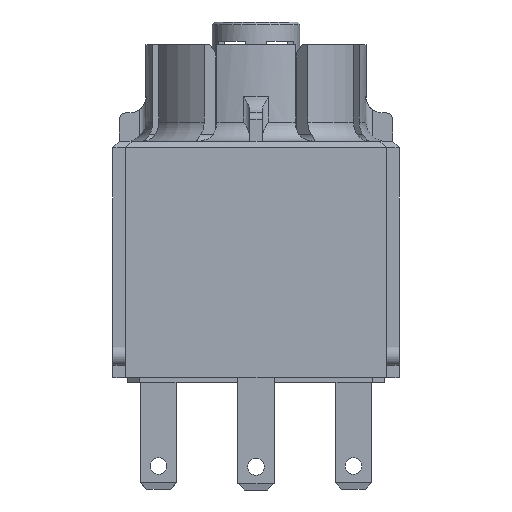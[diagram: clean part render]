
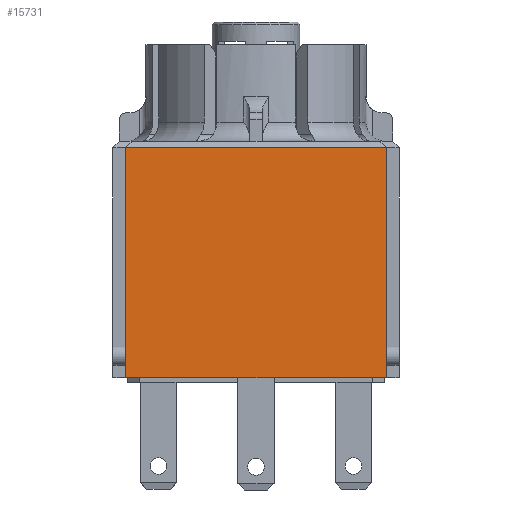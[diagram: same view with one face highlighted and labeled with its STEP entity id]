
A CAD part, front view. The second image highlights one B-rep face of the part: STEP entity #15731.
In plain terms, the highlighted planar face has unit normal (0, -1, 0).
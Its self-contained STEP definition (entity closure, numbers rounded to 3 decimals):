
#1585=FACE_OUTER_BOUND('',#2447,.T.);
#2447=EDGE_LOOP('',(#12510,#12511,#12512,#12513,#12514,#12515));
#3746=LINE('',#23322,#5368);
#3783=LINE('',#23404,#5405);
#3784=LINE('',#23409,#5406);
#3790=LINE('',#23451,#5412);
#3791=LINE('',#23452,#5413);
#3834=LINE('',#23555,#5456);
#5368=VECTOR('',#18928,10.);
#5405=VECTOR('',#19005,10.);
#5406=VECTOR('',#19010,10.);
#5412=VECTOR('',#19072,10.);
#5413=VECTOR('',#19073,10.);
#5456=VECTOR('',#19196,10.);
#6911=VERTEX_POINT('',#23314);
#6913=VERTEX_POINT('',#23320);
#6938=VERTEX_POINT('',#23403);
#6940=VERTEX_POINT('',#23408);
#6944=VERTEX_POINT('',#23434);
#6948=VERTEX_POINT('',#23449);
#8841=EDGE_CURVE('',#6913,#6911,#3746,.T.);
#8882=EDGE_CURVE('',#6938,#6911,#3783,.T.);
#8885=EDGE_CURVE('',#6940,#6938,#3784,.T.);
#8906=EDGE_CURVE('',#6948,#6944,#3790,.T.);
#8907=EDGE_CURVE('',#6944,#6913,#3791,.T.);
#8958=EDGE_CURVE('',#6948,#6940,#3834,.T.);
#12510=ORIENTED_EDGE('',*,*,#8841,.F.);
#12511=ORIENTED_EDGE('',*,*,#8907,.F.);
#12512=ORIENTED_EDGE('',*,*,#8906,.F.);
#12513=ORIENTED_EDGE('',*,*,#8958,.T.);
#12514=ORIENTED_EDGE('',*,*,#8885,.T.);
#12515=ORIENTED_EDGE('',*,*,#8882,.T.);
#15118=PLANE('',#16787);
#15731=ADVANCED_FACE('',(#1585),#15118,.T.);
#16787=AXIS2_PLACEMENT_3D('',#23592,#19240,#19241);
#18928=DIRECTION('',(1.,0.,0.));
#19005=DIRECTION('',(0.,0.,1.));
#19010=DIRECTION('',(0.,0.,1.));
#19072=DIRECTION('',(0.,0.,1.));
#19073=DIRECTION('',(0.,0.,1.));
#19196=DIRECTION('',(1.,0.,0.));
#19240=DIRECTION('center_axis',(0.,-1.,0.));
#19241=DIRECTION('ref_axis',(0.,0.,
-1.));
#23314=CARTESIAN_POINT('',(10.1,-11.1,12.537));
#23320=CARTESIAN_POINT('',(-10.1,-11.1,12.537));
#23322=CARTESIAN_POINT('',(0.,-11.1,12.537));
#23403=CARTESIAN_POINT('',(10.1,-11.1,-3.573));
#23404=CARTESIAN_POINT('',(10.1,-11.1,-5.263));
#23408=CARTESIAN_POINT('',(10.1,-11.1,-5.263));
#23409=CARTESIAN_POINT('',(10.1,-11.1,-5.263));
#23434=CARTESIAN_POINT('',(-10.1,-11.1,-3.573));
#23449=CARTESIAN_POINT('',(-10.1,-11.1,-5.263));
#23451=CARTESIAN_POINT('',(-10.1,-11.1,-5.263));
#23452=CARTESIAN_POINT('',(-10.1,-11.1,-5.263));
#23555=CARTESIAN_POINT('',(-10.1,-11.1,-5.263));
#23592=CARTESIAN_POINT('Origin',(0.,-11.1,-5.263));
